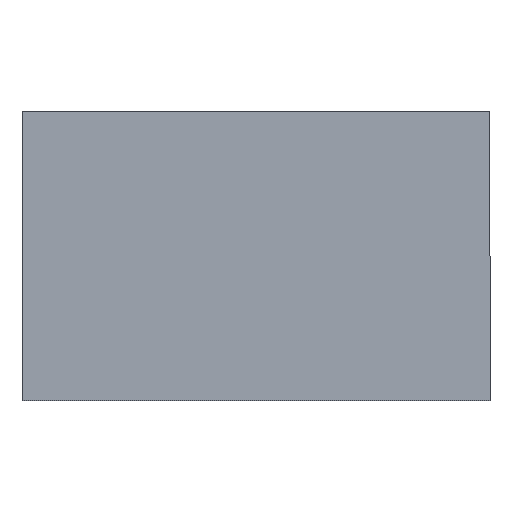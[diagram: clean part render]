
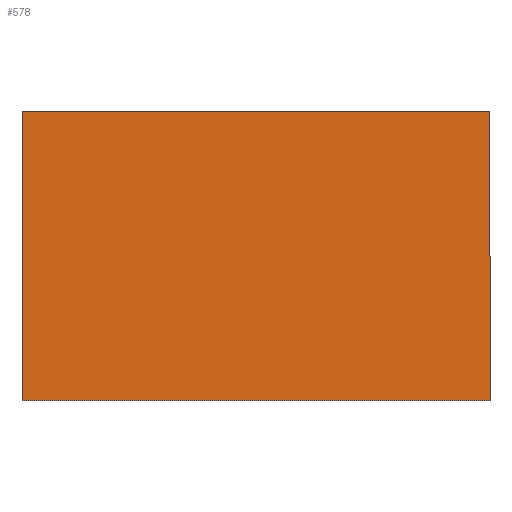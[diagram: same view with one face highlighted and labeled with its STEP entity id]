
A CAD part, top view. The second image highlights one B-rep face of the part: STEP entity #578.
In plain terms, the highlighted planar face has unit normal (0, 0, 1).
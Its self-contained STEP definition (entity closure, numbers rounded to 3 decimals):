
#45 = FACE_OUTER_BOUND ( 'NONE', #2087, .T. ) ;
#336 = VERTEX_POINT ( 'NONE', #1518 ) ;
#412 = CARTESIAN_POINT ( 'NONE',  ( -1.7, -1.05, 1.3 ) ) ;
#578 = ADVANCED_FACE ( 'NONE', ( #45 ), #749, .T. ) ;
#749 = PLANE ( 'NONE',  #3214 ) ;
#944 = ORIENTED_EDGE ( 'NONE', *, *, #1142, .T. ) ;
#1002 = DIRECTION ( 'NONE',  ( 1., 0., 0. ) ) ;
#1101 = DIRECTION ( 'NONE',  ( 0., -1., 0. ) ) ;
#1112 = VERTEX_POINT ( 'NONE', #2182 ) ;
#1142 = EDGE_CURVE ( 'NONE', #3477, #1112, #1679, .T. ) ;
#1195 = ORIENTED_EDGE ( 'NONE', *, *, #1422, .T. ) ;
#1394 = CARTESIAN_POINT ( 'NONE',  ( 1.7, 1.05, 1.3 ) ) ;
#1422 = EDGE_CURVE ( 'NONE', #2334, #3477, #2229, .T. ) ;
#1518 = CARTESIAN_POINT ( 'NONE',  ( 1.7, 1.05, 1.3 ) ) ;
#1679 = LINE ( 'NONE', #412, #1762 ) ;
#1701 = DIRECTION ( 'NONE',  ( 1., 0., 0. ) ) ;
#1741 = CARTESIAN_POINT ( 'NONE',  ( -1.7, 1.05, 1.3 ) ) ;
#1762 = VECTOR ( 'NONE', #1002, 1000. ) ;
#2076 = LINE ( 'NONE', #1394, #3505 ) ;
#2087 = EDGE_LOOP ( 'NONE', ( #1195, #944, #3796, #2528 ) ) ;
#2182 = CARTESIAN_POINT ( 'NONE',  ( 1.7, -1.05, 1.3 ) ) ;
#2229 = LINE ( 'NONE', #2665, #2812 ) ;
#2268 = EDGE_CURVE ( 'NONE', #336, #2334, #2552, .T. ) ;
#2334 = VERTEX_POINT ( 'NONE', #2810 ) ;
#2528 = ORIENTED_EDGE ( 'NONE', *, *, #2268, .T. ) ;
#2552 = LINE ( 'NONE', #1741, #3170 ) ;
#2616 = EDGE_CURVE ( 'NONE', #1112, #336, #2076, .T. ) ;
#2665 = CARTESIAN_POINT ( 'NONE',  ( -1.7, 1.05, 1.3 ) ) ;
#2727 = DIRECTION ( 'NONE',  ( -1., 0., 0. ) ) ;
#2810 = CARTESIAN_POINT ( 'NONE',  ( -1.7, 1.05, 1.3 ) ) ;
#2812 = VECTOR ( 'NONE', #1101, 1000. ) ;
#3170 = VECTOR ( 'NONE', #2727, 1000. ) ;
#3214 = AXIS2_PLACEMENT_3D ( 'NONE', #3527, #3805, #1701 ) ;
#3477 = VERTEX_POINT ( 'NONE', #3774 ) ;
#3505 = VECTOR ( 'NONE', #3562, 1000. ) ;
#3527 = CARTESIAN_POINT ( 'NONE',  ( 0., 0., 1.3 ) ) ;
#3562 = DIRECTION ( 'NONE',  ( 0., 1., 0. ) ) ;
#3774 = CARTESIAN_POINT ( 'NONE',  ( -1.7, -1.05, 1.3 ) ) ;
#3796 = ORIENTED_EDGE ( 'NONE', *, *, #2616, .T. ) ;
#3805 = DIRECTION ( 'NONE',  ( 0., 0., 1. ) ) ;
